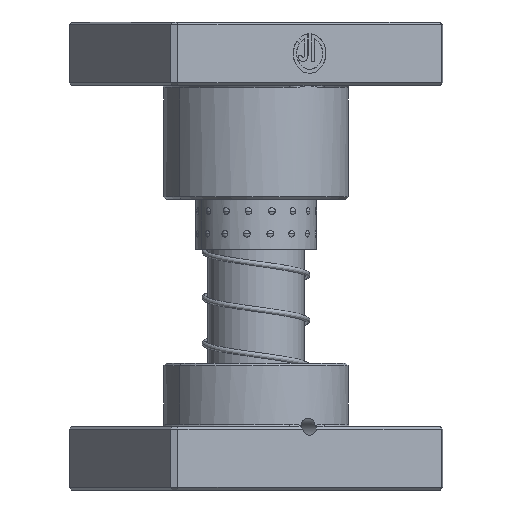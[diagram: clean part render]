
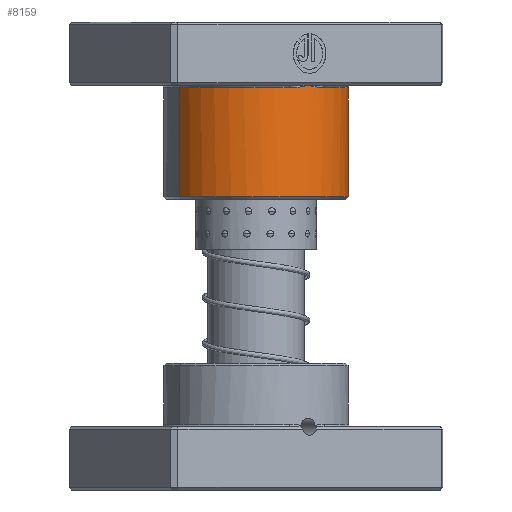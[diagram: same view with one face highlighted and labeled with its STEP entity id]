
A CAD part, front view. The second image highlights one B-rep face of the part: STEP entity #8159.
In plain terms, the highlighted cylindrical face has radius 36.5 mm (diameter 73 mm), a partial arc.
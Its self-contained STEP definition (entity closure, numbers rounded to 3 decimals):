
#149 = CARTESIAN_POINT ( 'NONE',  ( 8.373, 35.527, 26. ) ) ;
#166 = CARTESIAN_POINT ( 'NONE',  ( -7.68, 35.69, 26. ) ) ;
#705 = CIRCLE ( 'NONE', #32042, 36.5 ) ;
#897 = CARTESIAN_POINT ( 'NONE',  ( 2.798, 36.42, 25.47 ) ) ;
#905 = CARTESIAN_POINT ( 'NONE',  ( 36.5, 0., 69. ) ) ;
#1449 = DIRECTION ( 'NONE',  ( 0., 0., -1. ) ) ;
#3187 = ORIENTED_EDGE ( 'NONE', *, *, #6029, .F. ) ;
#4007 = CARTESIAN_POINT ( 'NONE',  ( 6.984, 35.833, 25.96 ) ) ;
#4144 = CARTESIAN_POINT ( 'NONE',  ( 0., 36.5, 25. ) ) ;
#4625 = LINE ( 'NONE', #14274, #35874 ) ;
#5170 = EDGE_CURVE ( 'NONE', #11514, #25992, #27917, .T. ) ;
#5748 = EDGE_CURVE ( 'NONE', #21898, #11514, #24284, .T. ) ;
#6029 = EDGE_CURVE ( 'NONE', #29497, #19068, #4625, .T. ) ;
#6271 = EDGE_CURVE ( 'NONE', #25992, #31303, #9060, .T. ) ;
#6499 = CARTESIAN_POINT ( 'NONE',  ( -0.349, 36.5, 25.059 ) ) ;
#6781 = VECTOR ( 'NONE', #35048, 1000. ) ;
#7545 = ORIENTED_EDGE ( 'NONE', *, *, #5170, .T. ) ;
#8159 = ADVANCED_FACE ( 'NONE', ( #29525 ), #28514, .T. ) ;
#8819 = EDGE_CURVE ( 'NONE', #29497, #24904, #29449, .T. ) ;
#9060 = B_SPLINE_CURVE_WITH_KNOTS ( 'NONE', 3,
 ( #22536, #6499, #29039, #9749, #32304, #12972, #35531, #16208, #38800, #19434, #166, #22693 ),
 .UNSPECIFIED., .F., .F.,
 ( 4, 2, 2, 2, 2, 4 ),
 ( 0., 0.001, 0.002, 0.004, 0.006, 0.008 ),
 .UNSPECIFIED. ) ;
#9749 = CARTESIAN_POINT ( 'NONE',  ( -1.4, 36.475, 25.234 ) ) ;
#11102 = AXIS2_PLACEMENT_3D ( 'NONE', #18496, #41090, #21724 ) ;
#11346 = AXIS2_PLACEMENT_3D ( 'NONE', #15230, #15516, #12314 ) ;
#11514 = VERTEX_POINT ( 'NONE', #149 ) ;
#12096 = CARTESIAN_POINT ( 'NONE',  ( 36.5, 0., 26. ) ) ;
#12314 = DIRECTION ( 'NONE',  ( -1., 0., 0. ) ) ;
#12500 = CARTESIAN_POINT ( 'NONE',  ( 36.5, 0., 70. ) ) ;
#12972 = CARTESIAN_POINT ( 'NONE',  ( -2.798, 36.399, 25.459 ) ) ;
#14274 = CARTESIAN_POINT ( 'NONE',  ( -36.5, 0., 70. ) ) ;
#15230 = CARTESIAN_POINT ( 'NONE',  ( 0., 0., 70. ) ) ;
#15362 = CARTESIAN_POINT ( 'NONE',  ( 0., 0., 26. ) ) ;
#15516 = DIRECTION ( 'NONE',  ( 0., 0., -1. ) ) ;
#16007 = EDGE_CURVE ( 'NONE', #31303, #19068, #705, .T. ) ;
#16208 = CARTESIAN_POINT ( 'NONE',  ( -4.89, 36.178, 25.754 ) ) ;
#18385 = DIRECTION ( 'NONE',  ( 0., 0., 1. ) ) ;
#18496 = CARTESIAN_POINT ( 'NONE',  ( 0., 0., 69. ) ) ;
#18617 = DIRECTION ( 'NONE',  ( 1., 0., 0. ) ) ;
#19068 = VERTEX_POINT ( 'NONE', #27410 ) ;
#19434 = CARTESIAN_POINT ( 'NONE',  ( -6.984, 35.833, 25.96 ) ) ;
#19986 = ORIENTED_EDGE ( 'NONE', *, *, #5748, .T. ) ;
#20192 = CARTESIAN_POINT ( 'NONE',  ( 4.89, 36.178, 25.754 ) ) ;
#21724 = DIRECTION ( 'NONE',  ( 1., 0., 0. ) ) ;
#21898 = VERTEX_POINT ( 'NONE', #12096 ) ;
#22404 = ORIENTED_EDGE ( 'NONE', *, *, #29375, .T. ) ;
#22536 = CARTESIAN_POINT ( 'NONE',  ( 0., 36.5, 25. ) ) ;
#22693 = CARTESIAN_POINT ( 'NONE',  ( -8.373, 35.527, 26. ) ) ;
#23159 = ORIENTED_EDGE ( 'NONE', *, *, #16007, .T. ) ;
#23438 = CARTESIAN_POINT ( 'NONE',  ( 1.403, 36.5, 25.235 ) ) ;
#24284 = CIRCLE ( 'NONE', #39888, 36.5 ) ;
#24904 = VERTEX_POINT ( 'NONE', #905 ) ;
#25992 = VERTEX_POINT ( 'NONE', #31013 ) ;
#26506 = CARTESIAN_POINT ( 'NONE',  ( 7.68, 35.69, 26. ) ) ;
#27410 = CARTESIAN_POINT ( 'NONE',  ( -36.5, 0., 26. ) ) ;
#27917 = B_SPLINE_CURVE_WITH_KNOTS ( 'NONE', 3,
 ( #36295, #26506, #4007, #39540, #20192, #897, #23438, #4144 ),
 .UNSPECIFIED., .F., .F.,
 ( 4, 2, 2, 4 ),
 ( 0., 0.002, 0.004, 0.009 ),
 .UNSPECIFIED. ) ;
#28514 = CYLINDRICAL_SURFACE ( 'NONE', #11346, 36.5 ) ;
#29039 = CARTESIAN_POINT ( 'NONE',  ( -0.701, 36.495, 25.118 ) ) ;
#29375 = EDGE_CURVE ( 'NONE', #24904, #21898, #31478, .T. ) ;
#29449 = CIRCLE ( 'NONE', #11102, 36.5 ) ;
#29497 = VERTEX_POINT ( 'NONE', #41847 ) ;
#29525 = FACE_OUTER_BOUND ( 'NONE', #36835, .T. ) ;
#31013 = CARTESIAN_POINT ( 'NONE',  ( 0., 36.5, 25. ) ) ;
#31303 = VERTEX_POINT ( 'NONE', #33774 ) ;
#31478 = LINE ( 'NONE', #12500, #6781 ) ;
#32042 = AXIS2_PLACEMENT_3D ( 'NONE', #15362, #37954, #18617 ) ;
#32304 = CARTESIAN_POINT ( 'NONE',  ( -1.75, 36.46, 25.291 ) ) ;
#33774 = CARTESIAN_POINT ( 'NONE',  ( -8.373, 35.527, 26. ) ) ;
#35048 = DIRECTION ( 'NONE',  ( 0., 0., -1. ) ) ;
#35531 = CARTESIAN_POINT ( 'NONE',  ( -3.495, 36.339, 25.565 ) ) ;
#35874 = VECTOR ( 'NONE', #1449, 1000. ) ;
#36295 = CARTESIAN_POINT ( 'NONE',  ( 8.373, 35.527, 26. ) ) ;
#36835 = EDGE_LOOP ( 'NONE', ( #38869, #22404, #19986, #7545, #38871, #23159, #3187 ) ) ;
#37721 = CARTESIAN_POINT ( 'NONE',  ( 0., 0., 26. ) ) ;
#37954 = DIRECTION ( 'NONE',  ( 0., 0., 1. ) ) ;
#38800 = CARTESIAN_POINT ( 'NONE',  ( -5.587, 36.077, 25.837 ) ) ;
#38869 = ORIENTED_EDGE ( 'NONE', *, *, #8819, .T. ) ;
#38871 = ORIENTED_EDGE ( 'NONE', *, *, #6271, .T. ) ;
#39540 = CARTESIAN_POINT ( 'NONE',  ( 5.587, 36.077, 25.837 ) ) ;
#39888 = AXIS2_PLACEMENT_3D ( 'NONE', #37721, #18385, #40990 ) ;
#40990 = DIRECTION ( 'NONE',  ( 1., 0., 0. ) ) ;
#41090 = DIRECTION ( 'NONE',  ( 0., 0., -1. ) ) ;
#41847 = CARTESIAN_POINT ( 'NONE',  ( -36.5, 0., 69. ) ) ;
